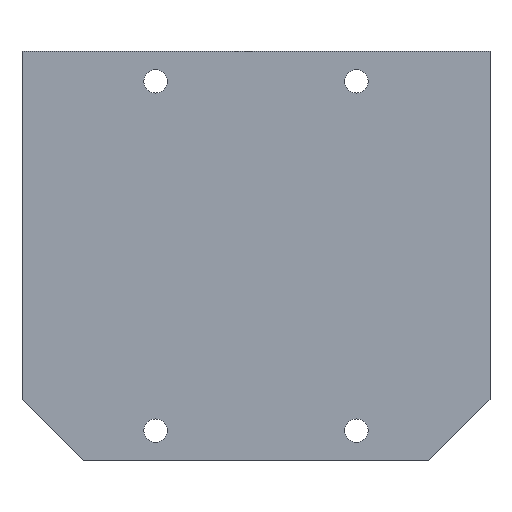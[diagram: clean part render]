
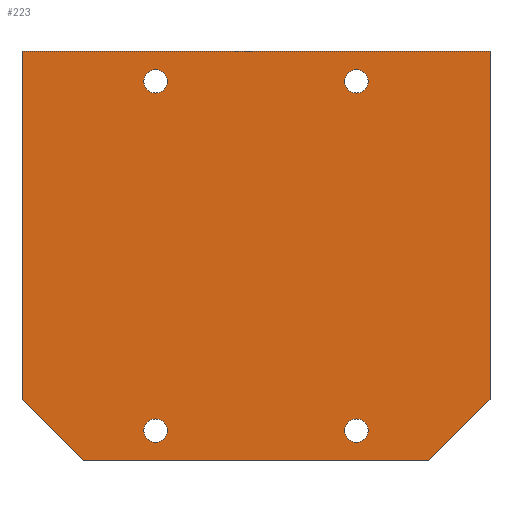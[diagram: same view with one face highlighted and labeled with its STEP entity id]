
A CAD part, top view. The second image highlights one B-rep face of the part: STEP entity #223.
In plain terms, the highlighted planar face has unit normal (0, 0, 1).
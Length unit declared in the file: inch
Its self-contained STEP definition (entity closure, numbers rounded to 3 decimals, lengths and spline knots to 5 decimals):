
#15=LINE('',#353,#33);
#19=LINE('',#361,#37);
#22=LINE('',#367,#40);
#23=LINE('',#369,#41);
#24=LINE('',#371,#42);
#25=LINE('',#372,#43);
#33=VECTOR('',#297,0.3937);
#37=VECTOR('',#303,0.3937);
#40=VECTOR('',#308,0.3937);
#41=VECTOR('',#309,0.3937);
#42=VECTOR('',#310,0.3937);
#43=VECTOR('',#311,0.3937);
#53=PLANE('',#263);
#63=FACE_BOUND('',#94,.T.);
#64=FACE_BOUND('',#95,.T.);
#65=FACE_BOUND('',#96,.T.);
#66=FACE_BOUND('',#97,.T.);
#77=FACE_OUTER_BOUND('',#93,.T.);
#93=EDGE_LOOP('',(#177,#178,#179,#180,#181,#182));
#94=EDGE_LOOP('',(#183));
#95=EDGE_LOOP('',(#184));
#96=EDGE_LOOP('',(#185));
#97=EDGE_LOOP('',(#186));
#107=CIRCLE('',#250,0.067);
#109=CIRCLE('',#253,0.067);
#111=CIRCLE('',#256,0.067);
#113=CIRCLE('',#259,0.067);
#115=VERTEX_POINT('',#331);
#117=VERTEX_POINT('',#336);
#119=VERTEX_POINT('',#341);
#121=VERTEX_POINT('',#346);
#123=VERTEX_POINT('',#351);
#124=VERTEX_POINT('',#352);
#127=VERTEX_POINT('',#360);
#129=VERTEX_POINT('',#366);
#130=VERTEX_POINT('',#368);
#131=VERTEX_POINT('',#370);
#135=EDGE_CURVE('',#115,#115,#107,.T.);
#137=EDGE_CURVE('',#117,#117,#109,.T.);
#139=EDGE_CURVE('',#119,#119,#111,.T.);
#141=EDGE_CURVE('',#121,#121,#113,.T.);
#143=EDGE_CURVE('',#123,#124,#15,.T.);
#147=EDGE_CURVE('',#127,#124,#19,.T.);
#150=EDGE_CURVE('',#123,#129,#22,.T.);
#151=EDGE_CURVE('',#129,#130,#23,.T.);
#152=EDGE_CURVE('',#130,#131,#24,.T.);
#153=EDGE_CURVE('',#127,#131,#25,.T.);
#177=ORIENTED_EDGE('',*,*,#143,.F.);
#178=ORIENTED_EDGE('',*,*,#150,.T.);
#179=ORIENTED_EDGE('',*,*,#151,.T.);
#180=ORIENTED_EDGE('',*,*,#152,.T.);
#181=ORIENTED_EDGE('',*,*,#153,.F.);
#182=ORIENTED_EDGE('',*,*,#147,.T.);
#183=ORIENTED_EDGE('',*,*,#135,.T.);
#184=ORIENTED_EDGE('',*,*,#137,.T.);
#185=ORIENTED_EDGE('',*,*,#139,.T.);
#186=ORIENTED_EDGE('',*,*,#141,.T.);
#223=ADVANCED_FACE('',(#77,#63,#64,#65,#66),#53,.T.);
#250=AXIS2_PLACEMENT_3D('',#332,#273,#274);
#253=AXIS2_PLACEMENT_3D('',#337,#279,#280);
#256=AXIS2_PLACEMENT_3D('',#342,#285,#286);
#259=AXIS2_PLACEMENT_3D('',#347,#291,#292);
#263=AXIS2_PLACEMENT_3D('',#365,#306,#307);
#273=DIRECTION('center_axis',(0.,0.,-1.));
#274=DIRECTION('ref_axis',(-1.,0.,0.));
#279=DIRECTION('center_axis',(0.,0.,-1.));
#280=DIRECTION('ref_axis',(-1.,0.,0.));
#285=DIRECTION('center_axis',(0.,0.,-1.));
#286=DIRECTION('ref_axis',(-1.,0.,0.));
#291=DIRECTION('center_axis',(0.,0.,-1.));
#292=DIRECTION('ref_axis',(-1.,0.,0.));
#297=DIRECTION('',(-0.707,-0.707,0.));
#303=DIRECTION('',(1.,0.,0.));
#306=DIRECTION('center_axis',(0.,0.,1.));
#307=DIRECTION('ref_axis',(1.,0.,0.));
#308=DIRECTION('',(0.,1.,0.));
#309=DIRECTION('',(-1.,0.,0.));
#310=DIRECTION('',(0.,-1.,0.));
#311=DIRECTION('',(-0.707,0.707,0.));
#331=CARTESIAN_POINT('',(-0.508,0.99991,0.06));
#332=CARTESIAN_POINT('Origin',(-0.575,0.99991,0.06));
#336=CARTESIAN_POINT('',(0.642,-1.00009,0.06));
#337=CARTESIAN_POINT('Origin',(0.575,-1.00009,0.06));
#341=CARTESIAN_POINT('',(-0.508,-1.00009,0.06));
#342=CARTESIAN_POINT('Origin',(-0.575,-1.00009,0.06));
#346=CARTESIAN_POINT('',(0.642,0.99991,0.06));
#347=CARTESIAN_POINT('Origin',(0.575,0.99991,0.06));
#351=CARTESIAN_POINT('',(1.34,-0.822,0.06));
#352=CARTESIAN_POINT('',(0.99,-1.172,0.06));
#353=CARTESIAN_POINT('',(1.123,-1.039,0.06));
#360=CARTESIAN_POINT('',(-0.99,-1.172,0.06));
#361=CARTESIAN_POINT('',(-1.34,-1.172,0.06));
#365=CARTESIAN_POINT('Origin',(0.,0.,0.06));
#366=CARTESIAN_POINT('',(1.34,1.172,0.06));
#367=CARTESIAN_POINT('',(1.34,-1.172,0.06));
#368=CARTESIAN_POINT('',(-1.34,1.172,0.06));
#369=CARTESIAN_POINT('',(1.34,1.172,0.06));
#370=CARTESIAN_POINT('',(-1.34,-0.822,0.06));
#371=CARTESIAN_POINT('',(-1.34,1.172,0.06));
#372=CARTESIAN_POINT('',(-1.123,-1.039,0.06));
